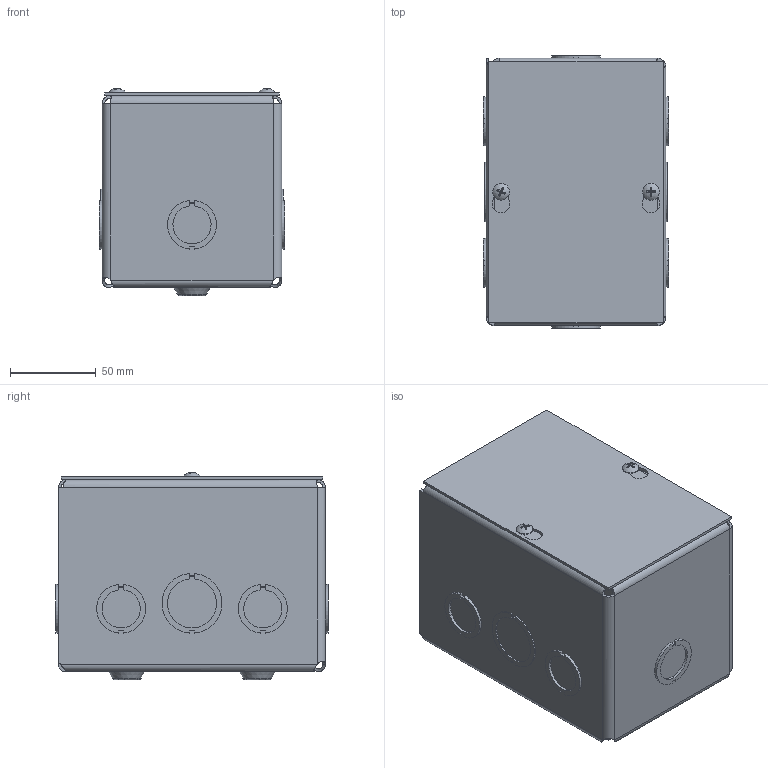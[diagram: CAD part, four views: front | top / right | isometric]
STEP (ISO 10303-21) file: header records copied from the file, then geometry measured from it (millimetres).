
FILE_DESCRIPTION(/* description */ ('BACKS - 6"X4"'),/* implementation_level */ '2;1');
FILE_NAME(/* name */ 'SC040604.stp',/* time_stamp */ '2014-12-09T20:26:58+06:00',/* author */ ('rsundaram'),/* organization */ (''),/* preprocessor_version */ 'ST-DEVELOPER v15.2',/* originating_system */ 'Autodesk Inventor 2014',/* authorisation */ '');
FILE_SCHEMA (('AUTOMOTIVE_DESIGN { 1 0 10303 214 3 1 1 }'));
Length unit declared in the file: inch
Products named in the file (5): SC0406BKP; SC040604WRA; SC0406LID; 34056; SC-assm
Bounding box: 107.92 x 158.72 x 120.78 mm (x, y, z)
Volume: 159286 mm3; surface area: 210876.7 mm2
Topology: 16 solids, 18 shells, 506 faces, 1217 edges, 759 vertices
Faces by surface type: plane 287, cylinder 101, bspline 44, torus 32, cone 24, sphere 18
Full cylindrical faces by diameter (mm): 3.759 x2, 4.166 x2, 7.144 x2, 9.754 x2
Entity records: 14959 total; most frequent: CARTESIAN_POINT 3828, ORIENTED_EDGE 2268, DIRECTION 2019, EDGE_CURVE 1062, LINE 757, VECTOR 757, VERTEX_POINT 680, AXIS2_PLACEMENT_3D 631
